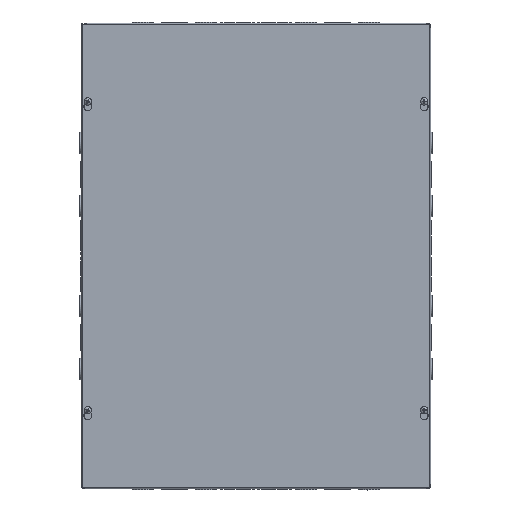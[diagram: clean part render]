
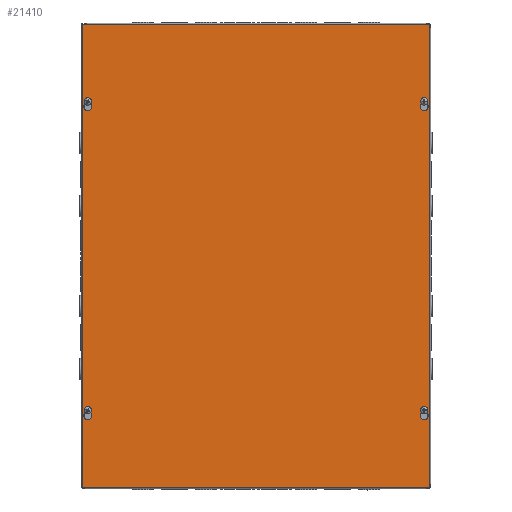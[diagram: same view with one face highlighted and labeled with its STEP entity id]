
A CAD part, top view. The second image highlights one B-rep face of the part: STEP entity #21410.
In plain terms, the highlighted planar face has unit normal (0, 0, 1).
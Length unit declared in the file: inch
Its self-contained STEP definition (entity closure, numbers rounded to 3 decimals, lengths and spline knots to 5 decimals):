
#2303=LINE($,#35240,#4426);
#2307=LINE($,#35250,#4430);
#2310=LINE($,#35258,#4433);
#2314=LINE($,#35270,#4437);
#2319=LINE($,#35288,#4442);
#2323=LINE($,#35298,#4446);
#2326=LINE($,#35306,#4449);
#2330=LINE($,#35318,#4453);
#2332=LINE($,#35326,#4455);
#2336=LINE($,#35334,#4459);
#2339=LINE($,#35340,#4462);
#2342=LINE($,#35345,#4465);
#4426=VECTOR($,#28150,0.26996);
#4430=VECTOR($,#28162,0.26996);
#4433=VECTOR($,#28167,0.26996);
#4437=VECTOR($,#28179,0.26996);
#4442=VECTOR($,#28198,0.26996);
#4446=VECTOR($,#28210,0.26996);
#4449=VECTOR($,#28215,0.26996);
#4453=VECTOR($,#28227,0.26996);
#4455=VECTOR($,#28237,24.);
#4459=VECTOR($,#28243,18.);
#4462=VECTOR($,#28248,24.);
#4465=VECTOR($,#28253,18.);
#5059=FACE_BOUND($,#7526,.T.);
#5060=FACE_BOUND($,#7527,.T.);
#5061=FACE_BOUND($,#7528,.T.);
#5062=FACE_BOUND($,#7529,.T.);
#5063=FACE_BOUND($,#7530,.T.);
#7526=EDGE_LOOP($,(#18139,#18140,#18141,#18142));
#7527=EDGE_LOOP($,(#18143,#18144,#18145,#18146));
#7528=EDGE_LOOP($,(#18147,#18148,#18149,#18150));
#7529=EDGE_LOOP($,(#18151,#18152,#18153,#18154));
#7530=EDGE_LOOP($,(#18155,#18156,#18157,#18158));
#7997=CIRCLE($,#22959,0.203);
#7999=CIRCLE($,#22963,0.125);
#8001=CIRCLE($,#22968,0.125);
#8003=CIRCLE($,#22972,0.203);
#8005=CIRCLE($,#22975,0.203);
#8007=CIRCLE($,#22979,0.125);
#8009=CIRCLE($,#22984,0.125);
#8011=CIRCLE($,#22988,0.203);
#9700=VERTEX_POINT($,#35231);
#9701=VERTEX_POINT($,#35233);
#9703=VERTEX_POINT($,#35239);
#9705=VERTEX_POINT($,#35245);
#9708=VERTEX_POINT($,#35255);
#9709=VERTEX_POINT($,#35257);
#9711=VERTEX_POINT($,#35263);
#9713=VERTEX_POINT($,#35269);
#9716=VERTEX_POINT($,#35279);
#9717=VERTEX_POINT($,#35281);
#9719=VERTEX_POINT($,#35287);
#9721=VERTEX_POINT($,#35293);
#9724=VERTEX_POINT($,#35303);
#9725=VERTEX_POINT($,#35305);
#9727=VERTEX_POINT($,#35311);
#9729=VERTEX_POINT($,#35317);
#9730=VERTEX_POINT($,#35324);
#9731=VERTEX_POINT($,#35325);
#9734=VERTEX_POINT($,#35333);
#9736=VERTEX_POINT($,#35339);
#12374=EDGE_CURVE($,#9701,#9700,#7997,.T.);
#12377=EDGE_CURVE($,#9703,#9701,#2303,.T.);
#12380=EDGE_CURVE($,#9705,#9703,#7999,.T.);
#12383=EDGE_CURVE($,#9700,#9705,#2307,.T.);
#12386=EDGE_CURVE($,#9709,#9708,#2310,.T.);
#12389=EDGE_CURVE($,#9711,#9709,#8001,.T.);
#12392=EDGE_CURVE($,#9713,#9711,#2314,.T.);
#12395=EDGE_CURVE($,#9708,#9713,#8003,.T.);
#12398=EDGE_CURVE($,#9717,#9716,#8005,.T.);
#12401=EDGE_CURVE($,#9719,#9717,#2319,.T.);
#12404=EDGE_CURVE($,#9721,#9719,#8007,.T.);
#12407=EDGE_CURVE($,#9716,#9721,#2323,.T.);
#12410=EDGE_CURVE($,#9725,#9724,#2326,.T.);
#12413=EDGE_CURVE($,#9727,#9725,#8009,.T.);
#12416=EDGE_CURVE($,#9729,#9727,#2330,.T.);
#12419=EDGE_CURVE($,#9724,#9729,#8011,.T.);
#12420=EDGE_CURVE($,#9730,#9731,#2332,.T.);
#12424=EDGE_CURVE($,#9731,#9734,#2336,.T.);
#12427=EDGE_CURVE($,#9734,#9736,#2339,.T.);
#12430=EDGE_CURVE($,#9736,#9730,#2342,.T.);
#18139=ORIENTED_EDGE($,*,*,#12374,.T.);
#18140=ORIENTED_EDGE($,*,*,#12383,.T.);
#18141=ORIENTED_EDGE($,*,*,#12380,.T.);
#18142=ORIENTED_EDGE($,*,*,#12377,.T.);
#18143=ORIENTED_EDGE($,*,*,#12386,.T.);
#18144=ORIENTED_EDGE($,*,*,#12395,.T.);
#18145=ORIENTED_EDGE($,*,*,#12392,.T.);
#18146=ORIENTED_EDGE($,*,*,#12389,.T.);
#18147=ORIENTED_EDGE($,*,*,#12398,.T.);
#18148=ORIENTED_EDGE($,*,*,#12407,.T.);
#18149=ORIENTED_EDGE($,*,*,#12404,.T.);
#18150=ORIENTED_EDGE($,*,*,#12401,.T.);
#18151=ORIENTED_EDGE($,*,*,#12410,.T.);
#18152=ORIENTED_EDGE($,*,*,#12419,.T.);
#18153=ORIENTED_EDGE($,*,*,#12416,.T.);
#18154=ORIENTED_EDGE($,*,*,#12413,.T.);
#18155=ORIENTED_EDGE($,*,*,#12420,.F.);
#18156=ORIENTED_EDGE($,*,*,#12430,.F.);
#18157=ORIENTED_EDGE($,*,*,#12427,.F.);
#18158=ORIENTED_EDGE($,*,*,#12424,.F.);
#19104=PLANE($,#22993);
#21410=ADVANCED_FACE($,(#5059,#5060,#5061,#5062,#5063),#19104,.T.);
#22959=AXIS2_PLACEMENT_3D($,#35234,#28144,#28145);
#22963=AXIS2_PLACEMENT_3D($,#35246,#28156,#28157);
#22968=AXIS2_PLACEMENT_3D($,#35264,#28173,#28174);
#22972=AXIS2_PLACEMENT_3D($,#35274,#28185,#28186);
#22975=AXIS2_PLACEMENT_3D($,#35282,#28192,#28193);
#22979=AXIS2_PLACEMENT_3D($,#35294,#28204,#28205);
#22984=AXIS2_PLACEMENT_3D($,#35312,#28221,#28222);
#22988=AXIS2_PLACEMENT_3D($,#35322,#28233,#28234);
#22993=AXIS2_PLACEMENT_3D($,#35347,#28255,#28256);
#28144=DIRECTION('center_axis',(0.,0.,-1.));
#28145=DIRECTION('ref_axis',(-0.961,0.278,0.));
#28150=DIRECTION($,(0.278,-0.961,0.));
#28156=DIRECTION('center_axis',(0.,0.,-1.));
#28157=DIRECTION('ref_axis',(0.961,0.278,0.));
#28162=DIRECTION($,(0.278,0.961,0.));
#28167=DIRECTION($,(0.278,-0.961,0.));
#28173=DIRECTION('center_axis',(0.,0.,-1.));
#28174=DIRECTION('ref_axis',(0.961,0.278,0.));
#28179=DIRECTION($,(0.278,0.961,0.));
#28185=DIRECTION('center_axis',(0.,0.,-1.));
#28186=DIRECTION('ref_axis',(-0.961,0.278,0.));
#28192=DIRECTION('center_axis',(0.,0.,-1.));
#28193=DIRECTION('ref_axis',(-0.961,0.278,0.));
#28198=DIRECTION($,(0.278,-0.961,0.));
#28204=DIRECTION('center_axis',(0.,0.,-1.));
#28205=DIRECTION('ref_axis',(0.961,0.278,0.));
#28210=DIRECTION($,(0.278,0.961,0.));
#28215=DIRECTION($,(0.278,-0.961,0.));
#28221=DIRECTION('center_axis',(0.,0.,-1.));
#28222=DIRECTION('ref_axis',(0.961,0.278,0.));
#28227=DIRECTION($,(0.278,0.961,0.));
#28233=DIRECTION('center_axis',(0.,0.,-1.));
#28234=DIRECTION('ref_axis',(-0.961,0.278,0.));
#28237=DIRECTION($,(0.,-1.,0.));
#28243=DIRECTION($,(-1.,0.,0.));
#28248=DIRECTION($,(0.,1.,0.));
#28253=DIRECTION($,(1.,0.,0.));
#28255=DIRECTION('center_axis',(0.,0.,1.));
#28256=DIRECTION('ref_axis',(1.,0.,0.));
#35231=CARTESIAN_POINT('',(8.52373,-8.22465,0.074));
#35233=CARTESIAN_POINT('',(8.91377,-8.22465,0.074));
#35234=CARTESIAN_POINT('Origin',(8.71875,-8.281,0.074));
#35239=CARTESIAN_POINT('',(8.83884,-7.9653,0.074));
#35240=CARTESIAN_POINT($,(7.47372,-3.24066,0.074));
#35245=CARTESIAN_POINT('',(8.59866,-7.9653,0.074));
#35246=CARTESIAN_POINT('Origin',(8.71875,-8.,0.074));
#35250=CARTESIAN_POINT($,(9.32946,-5.43603,0.074));
#35255=CARTESIAN_POINT('',(-8.52373,-8.22465,0.074));
#35257=CARTESIAN_POINT('',(-8.59866,-7.9653,0.074));
#35258=CARTESIAN_POINT($,(-9.29199,-5.5657,0.074));
#35263=CARTESIAN_POINT('',(-8.83884,-7.9653,0.074));
#35264=CARTESIAN_POINT('Origin',(-8.71875,-8.,0.074));
#35269=CARTESIAN_POINT('',(-8.91377,-8.22465,0.074));
#35270=CARTESIAN_POINT($,(-7.43626,-3.11098,0.074));
#35274=CARTESIAN_POINT('Origin',(-8.71875,-8.281,0.074));
#35279=CARTESIAN_POINT('',(8.52373,7.77535,0.074));
#35281=CARTESIAN_POINT('',(8.91377,7.77535,0.074));
#35282=CARTESIAN_POINT('Origin',(8.71875,7.719,0.074));
#35287=CARTESIAN_POINT('',(8.83884,8.0347,0.074));
#35288=CARTESIAN_POINT($,(9.6071,5.37575,0.074));
#35293=CARTESIAN_POINT('',(8.59866,8.0347,0.074));
#35294=CARTESIAN_POINT('Origin',(8.71875,8.,0.074));
#35298=CARTESIAN_POINT($,(7.19608,3.18038,0.074));
#35303=CARTESIAN_POINT('',(-8.52373,7.77535,0.074));
#35305=CARTESIAN_POINT('',(-8.59866,8.0347,0.074));
#35306=CARTESIAN_POINT($,(-7.15861,3.0507,0.074));
#35311=CARTESIAN_POINT('',(-8.83884,8.0347,0.074));
#35312=CARTESIAN_POINT('Origin',(-8.71875,8.,0.074));
#35317=CARTESIAN_POINT('',(-8.91377,7.77535,0.074));
#35318=CARTESIAN_POINT($,(-9.56963,5.50542,0.074));
#35322=CARTESIAN_POINT('Origin',(-8.71875,7.719,0.074));
#35324=CARTESIAN_POINT('',(9.,12.,0.074));
#35325=CARTESIAN_POINT('',(9.,-12.,0.074));
#35326=CARTESIAN_POINT($,(9.,12.,0.074));
#35333=CARTESIAN_POINT('',(-9.,-12.,0.074));
#35334=CARTESIAN_POINT($,(9.,-12.,0.074));
#35339=CARTESIAN_POINT('',(-9.,12.,0.074));
#35340=CARTESIAN_POINT($,(-9.,-12.,0.074));
#35345=CARTESIAN_POINT($,(-9.,12.,0.074));
#35347=CARTESIAN_POINT('Origin',(0.,0.,
0.074));
